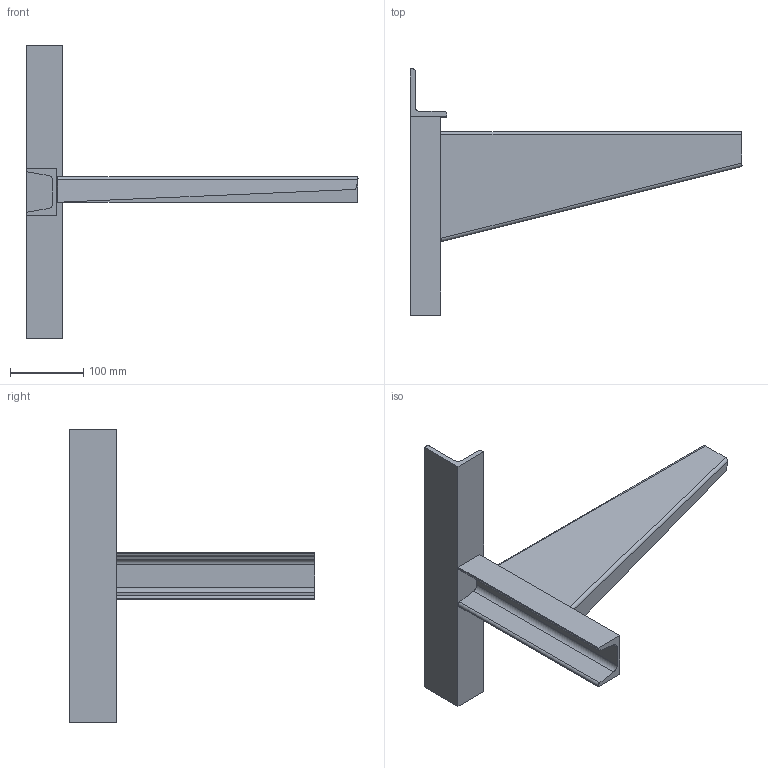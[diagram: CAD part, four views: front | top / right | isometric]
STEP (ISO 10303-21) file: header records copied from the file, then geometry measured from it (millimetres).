
FILE_DESCRIPTION (( 'STEP AP214' ), '1' );
FILE_NAME ('6417914.stp', '2017-02-16T09:08:12', ( '' ), ( '' ), 'SwSTEP 2.0', 'SolidWorks 2016', '' );
FILE_SCHEMA (( 'AUTOMOTIVE_DESIGN' ));
Length unit declared in the file: millimetre
Products named in the file (4): KTS 04.019-013_Standard; 113927_Standard; 072427_270; 6417914
Assembly tree (3 placements, depth 2):
  6417914
    072427_270
    113927_Standard
    KTS 04.019-013_Standard
Bounding box: 452.27 x 335 x 400 mm (x, y, z)
Volume: 746183 mm3; surface area: 294146.9 mm2
Topology: 3 solids, 3 shells, 48 faces, 110 edges, 68 vertices
Faces by surface type: plane 34, cylinder 11, bspline 3
Entity records: 1543 total; most frequent: CARTESIAN_POINT 328, ORIENTED_EDGE 220, DIRECTION 219, EDGE_CURVE 110, VECTOR 81, LINE 81, AXIS2_PLACEMENT_3D 69, VERTEX_POINT 68
